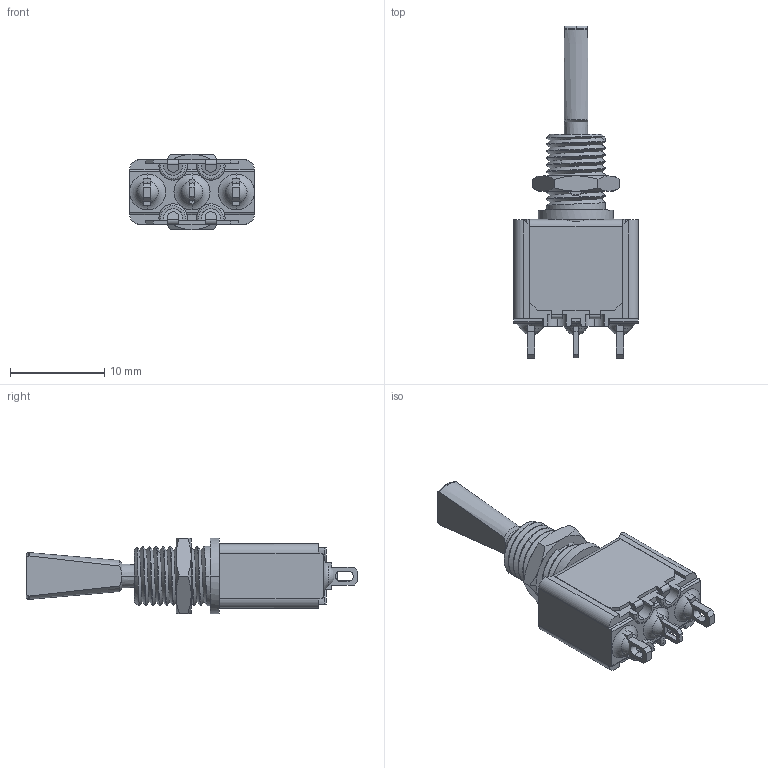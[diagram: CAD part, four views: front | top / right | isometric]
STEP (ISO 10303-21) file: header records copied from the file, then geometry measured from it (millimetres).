
FILE_DESCRIPTION(('STEP AP242'),'1');
FILE_NAME('5632a9.stp','2021-07-22T10:46:39',('TraceParts'),('TraceParts S.A.'),'Spatial InterOp 3D',' ',' ');
FILE_SCHEMA(('AP242_MANAGED_MODEL_BASED_3D_ENGINEERING_MIM_LF {1 0 10303 442 1 1 4}'));
Length unit declared in the file: millimetre
Products named in the file (1): 5632a9_1
Bounding box: 13.21 x 35.14 x 8 mm (x, y, z)
Volume: 1031.4 mm3; surface area: 2892.5 mm2
Topology: 18 solids, 18 shells, 736 faces, 1952 edges, 1241 vertices
Faces by surface type: plane 401, cylinder 195, cone 50, bspline 44, torus 26, sphere 20
Entity records: 30092 total; most frequent: CARTESIAN_POINT 12321, ORIENTED_EDGE 3880, DIRECTION 3394, EDGE_CURVE 1940, VERTEX_POINT 1241, LINE 1188, VECTOR 1188, AXIS2_PLACEMENT_3D 1103
